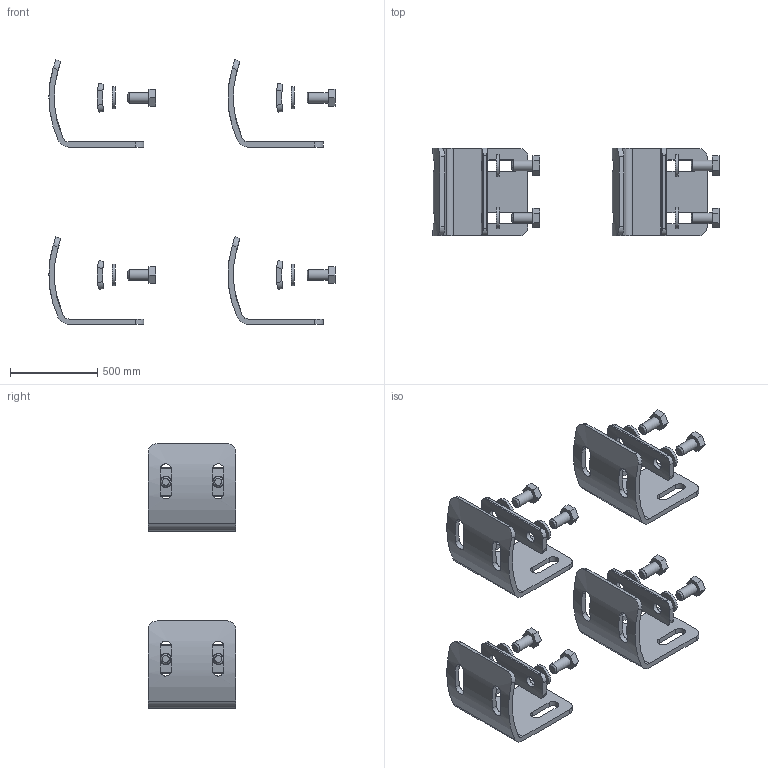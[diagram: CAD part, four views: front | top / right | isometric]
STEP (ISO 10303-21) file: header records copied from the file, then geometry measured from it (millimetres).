
FILE_DESCRIPTION (( 'STEP AP214' ), '1' );
FILE_NAME ('SFB-4SG.STEP', '2020-09-29T15:29:02', ( '' ), ( '' ), 'SwSTEP 2.0', 'SolidWorks 2019', '' );
FILE_SCHEMA (( 'AUTOMOTIVE_DESIGN' ));
Length unit declared in the file: inch
Products named in the file (2): SFB-4SG - 1; SFB-4SG
Assembly tree (4 placements, depth 2):
  SFB-4SG
    SFB-4SG - 1  x4
Bounding box: 1635.83 x 500 x 1513.47 mm (x, y, z)
Volume: 65460308.5 mm3; surface area: 5357899.4 mm2
Topology: 24 solids, 24 shells, 320 faces, 768 edges, 512 vertices
Faces by surface type: plane 184, cylinder 128, bspline 8
Full cylindrical faces by diameter (mm): 60 x8, 64 x8, 65 x8, 125 x16
Entity records: 4719 total; most frequent: CARTESIAN_POINT 1725, DIRECTION 362, ORIENTED_EDGE 356, EDGE_CURVE 178, AXIS2_PLACEMENT_3D 133, VERTEX_POINT 126, EDGE_LOOP 112, LINE 96
